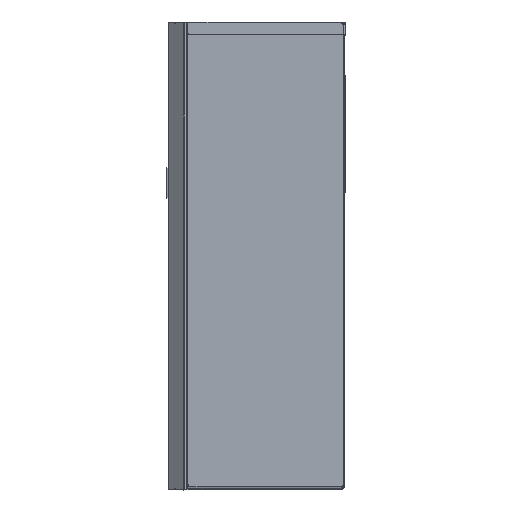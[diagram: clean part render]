
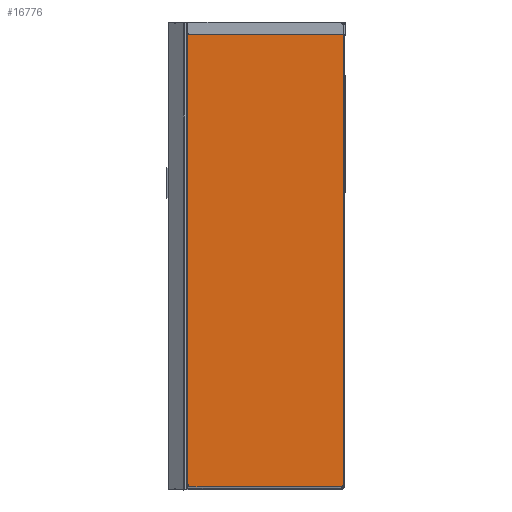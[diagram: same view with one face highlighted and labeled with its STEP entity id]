
A CAD part, top view. The second image highlights one B-rep face of the part: STEP entity #16776.
In plain terms, the highlighted planar face has unit normal (0, 0, 1).
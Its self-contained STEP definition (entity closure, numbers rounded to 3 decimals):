
#623 = CARTESIAN_POINT ( 'NONE',  ( 12612.642, 1358.716, 321.048 ) ) ;
#638 = LINE ( 'NONE', #623, #19549 ) ;
#664 = DIRECTION ( 'NONE',  ( 0., 0., 1. ) ) ;
#665 = DIRECTION ( 'NONE',  ( -1., 0., 0. ) ) ;
#666 = DIRECTION ( 'NONE',  ( 0., 1., 0. ) ) ;
#674 = CARTESIAN_POINT ( 'NONE',  ( 12612.352, 1361.928, 321.048 ) ) ;
#692 = CARTESIAN_POINT ( 'NONE',  ( 12615.645, 1359.657, 321.048 ) ) ;
#708 = DIRECTION ( 'NONE',  ( 0., 0., -1. ) ) ;
#719 = DIRECTION ( 'NONE',  ( -1., 0., 0. ) ) ;
#743 = DIRECTION ( 'NONE',  ( -1., 0., 0. ) ) ;
#758 = CARTESIAN_POINT ( 'NONE',  ( 12612.352, 1888.777, 321.048 ) ) ;
#773 = DIRECTION ( 'NONE',  ( 0., 0., 1. ) ) ;
#2393 = AXIS2_PLACEMENT_3D ( 'NONE', #5922, #5937, #5938 ) ;
#5899 = PLANE ( 'NONE',  #2393 ) ;
#5922 = CARTESIAN_POINT ( 'NONE',  ( 12796.097, 1358.716, 321.048 ) ) ;
#5923 = FACE_OUTER_BOUND ( 'NONE', #17237, .T. ) ;
#5937 = DIRECTION ( 'NONE',  ( 0., 0., -1. ) ) ;
#5938 = DIRECTION ( 'NONE',  ( -1., 0., 0. ) ) ;
#11564 = CARTESIAN_POINT ( 'NONE',  ( 12790.667, 1361.533, 321.048 ) ) ;
#11602 = CARTESIAN_POINT ( 'NONE',  ( 12790.667, 1886.911, 321.048 ) ) ;
#11719 = EDGE_CURVE ( 'NONE', #21661, #21704, #19037, .T. ) ;
#11834 = EDGE_CURVE ( 'NONE', #24035, #24032, #19398, .T. ) ;
#11846 = EDGE_CURVE ( 'NONE', #21704, #24032, #26249, .T. ) ;
#11856 = EDGE_CURVE ( 'NONE', #24044, #24012, #19464, .T. ) ;
#11864 = EDGE_CURVE ( 'NONE', #24012, #21661, #26331, .T. ) ;
#11900 = EDGE_CURVE ( 'NONE', #24005, #23960, #638, .T. ) ;
#11912 = EDGE_CURVE ( 'NONE', #24055, #24005, #19569, .T. ) ;
#11926 = EDGE_CURVE ( 'NONE', #24035, #24055, #19612, .T. ) ;
#11937 = EDGE_CURVE ( 'NONE', #23960, #24044, #19623, .T. ) ;
#12198 = VECTOR ( 'NONE', #19014, 1000. ) ;
#15440 = ORIENTED_EDGE ( 'NONE', *, *, #11926, .F. ) ;
#15444 = ORIENTED_EDGE ( 'NONE', *, *, #11900, .F. ) ;
#15454 = ORIENTED_EDGE ( 'NONE', *, *, #11719, .F. ) ;
#15455 = ORIENTED_EDGE ( 'NONE', *, *, #11846, .F. ) ;
#15457 = ORIENTED_EDGE ( 'NONE', *, *, #11834, .T. ) ;
#15469 = ORIENTED_EDGE ( 'NONE', *, *, #11864, .F. ) ;
#15519 = ORIENTED_EDGE ( 'NONE', *, *, #11937, .F. ) ;
#15551 = ORIENTED_EDGE ( 'NONE', *, *, #11856, .F. ) ;
#15552 = ORIENTED_EDGE ( 'NONE', *, *, #11912, .F. ) ;
#16776 = ADVANCED_FACE ( 'NONE', ( #5923 ), #5899, .F. ) ;
#17237 = EDGE_LOOP ( 'NONE', ( #15454, #15469, #15551, #15519, #15444, #15552, #15440, #15457, #15455 ) ) ;
#18632 = CARTESIAN_POINT ( 'NONE',  ( 12790.879, 1889.15, 321.048 ) ) ;
#18643 = DIRECTION ( 'NONE',  ( 0., 0., 1. ) ) ;
#18731 = DIRECTION ( 'NONE',  ( -1., 0., 0. ) ) ;
#18999 = CARTESIAN_POINT ( 'NONE',  ( 12790.667, 1358.716, 321.048 ) ) ;
#19014 = DIRECTION ( 'NONE',  ( 0., -1., 0. ) ) ;
#19037 = LINE ( 'NONE', #18999, #12198 ) ;
#19386 = CARTESIAN_POINT ( 'NONE',  ( 12796.097, 1359.956, 321.048 ) ) ;
#19398 = LINE ( 'NONE', #19386, #26239 ) ;
#19399 = DIRECTION ( 'NONE',  ( 1., 0., 0. ) ) ;
#19422 = CARTESIAN_POINT ( 'NONE',  ( 12790.879, 1359.293, 321.048 ) ) ;
#19423 = DIRECTION ( 'NONE',  ( -1., 0., 0. ) ) ;
#19426 = DIRECTION ( 'NONE',  ( 0., 0., 1. ) ) ;
#19464 = LINE ( 'NONE', #19491, #26257 ) ;
#19487 = DIRECTION ( 'NONE',  ( 1., 0., 0. ) ) ;
#19491 = CARTESIAN_POINT ( 'NONE',  ( 12796.097, 1888.487, 321.048 ) ) ;
#19549 = VECTOR ( 'NONE', #666, 1000. ) ;
#19563 = AXIS2_PLACEMENT_3D ( 'NONE', #674, #664, #665 ) ;
#19569 = CIRCLE ( 'NONE', #19563, 1. ) ;
#19612 = CIRCLE ( 'NONE', #19615, 3. ) ;
#19615 = AXIS2_PLACEMENT_3D ( 'NONE', #692, #708, #719 ) ;
#19623 = CIRCLE ( 'NONE', #19627, 1. ) ;
#19627 = AXIS2_PLACEMENT_3D ( 'NONE', #758, #773, #743 ) ;
#21661 = VERTEX_POINT ( 'NONE', #11602 ) ;
#21704 = VERTEX_POINT ( 'NONE', #11564 ) ;
#23960 = VERTEX_POINT ( 'NONE', #31722 ) ;
#24005 = VERTEX_POINT ( 'NONE', #31699 ) ;
#24012 = VERTEX_POINT ( 'NONE', #31748 ) ;
#24032 = VERTEX_POINT ( 'NONE', #31742 ) ;
#24035 = VERTEX_POINT ( 'NONE', #31723 ) ;
#24044 = VERTEX_POINT ( 'NONE', #31819 ) ;
#24055 = VERTEX_POINT ( 'NONE', #31807 ) ;
#26239 = VECTOR ( 'NONE', #19399, 1000. ) ;
#26249 = CIRCLE ( 'NONE', #26252, 2.249 ) ;
#26252 = AXIS2_PLACEMENT_3D ( 'NONE', #19422, #19426, #19423 ) ;
#26257 = VECTOR ( 'NONE', #19487, 1000. ) ;
#26331 = CIRCLE ( 'NONE', #26332, 2.249 ) ;
#26332 = AXIS2_PLACEMENT_3D ( 'NONE', #18632, #18643, #18731 ) ;
#31699 = CARTESIAN_POINT ( 'NONE',  ( 12612.642, 1362.885, 321.048 ) ) ;
#31722 = CARTESIAN_POINT ( 'NONE',  ( 12612.642, 1887.82, 321.048 ) ) ;
#31723 = CARTESIAN_POINT ( 'NONE',  ( 12612.66, 1359.956, 321.048 ) ) ;
#31742 = CARTESIAN_POINT ( 'NONE',  ( 12788.73, 1359.956, 321.048 ) ) ;
#31748 = CARTESIAN_POINT ( 'NONE',  ( 12788.73, 1888.487, 321.048 ) ) ;
#31807 = CARTESIAN_POINT ( 'NONE',  ( 12613.175, 1361.36, 321.048 ) ) ;
#31819 = CARTESIAN_POINT ( 'NONE',  ( 12613.309, 1888.487, 321.048 ) ) ;
